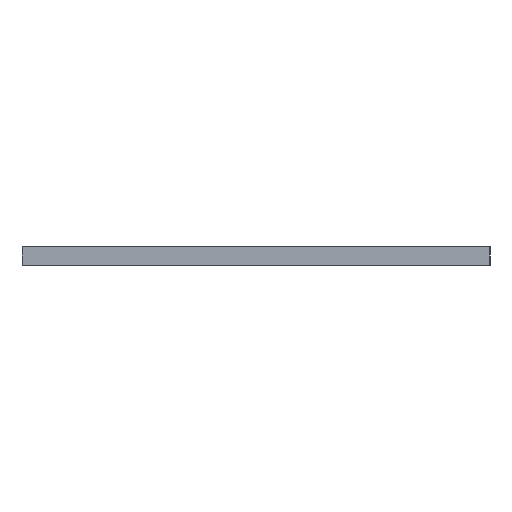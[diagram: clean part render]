
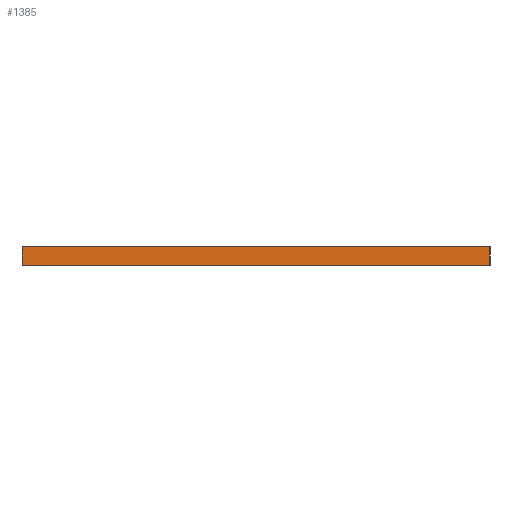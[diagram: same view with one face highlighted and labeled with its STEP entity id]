
A CAD part, left-side view. The second image highlights one B-rep face of the part: STEP entity #1385.
In plain terms, the highlighted planar face has unit normal (-1, 0, 0).
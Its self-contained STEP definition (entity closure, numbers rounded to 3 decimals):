
#1=DIRECTION('',(0.,-1.,0.));
#2=VECTOR('',#1,248.);
#3=CARTESIAN_POINT('',(-165.,248.,0.));
#4=LINE('',#3,#2);
#167=DIRECTION('',(0.,0.,1.));
#168=VECTOR('',#167,10.);
#169=CARTESIAN_POINT('',(-165.,248.,0.));
#170=LINE('',#169,#168);
#179=DIRECTION('',(0.,0.,1.));
#180=VECTOR('',#179,10.);
#181=CARTESIAN_POINT('',(-165.,0.,0.));
#182=LINE('',#181,#180);
#183=DIRECTION('',(0.,-1.,0.));
#184=VECTOR('',#183,248.);
#185=CARTESIAN_POINT('',(-165.,248.,10.));
#186=LINE('',#185,#184);
#1009=CARTESIAN_POINT('',(-165.,248.,0.));
#1010=CARTESIAN_POINT('',(-165.,0.,0.));
#1011=VERTEX_POINT('',#1009);
#1012=VERTEX_POINT('',#1010);
#1017=CARTESIAN_POINT('',(-165.,248.,10.));
#1018=CARTESIAN_POINT('',(-165.,0.,10.));
#1019=VERTEX_POINT('',#1017);
#1020=VERTEX_POINT('',#1018);
#1371=CARTESIAN_POINT('',(-165.,248.,0.));
#1372=DIRECTION('',(-1.,0.,0.));
#1373=DIRECTION('',(0.,-1.,0.));
#1374=AXIS2_PLACEMENT_3D('',#1371,#1372,#1373);
#1375=PLANE('',#1374);
#1376=ORIENTED_EDGE('',*,*,#1270,.F.);
#1378=ORIENTED_EDGE('',*,*,#1377,.T.);
#1380=ORIENTED_EDGE('',*,*,#1379,.T.);
#1382=ORIENTED_EDGE('',*,*,#1381,.F.);
#1383=EDGE_LOOP('',(#1376,#1378,#1380,#1382));
#1384=FACE_OUTER_BOUND('',#1383,.F.);
#1385=ADVANCED_FACE('',(#1384),#1375,.T.);
#1270=EDGE_CURVE('',#1011,#1012,#4,.T.);
#1377=EDGE_CURVE('',#1011,#1019,#170,.T.);
#1379=EDGE_CURVE('',#1019,#1020,#186,.T.);
#1381=EDGE_CURVE('',#1012,#1020,#182,.T.);
